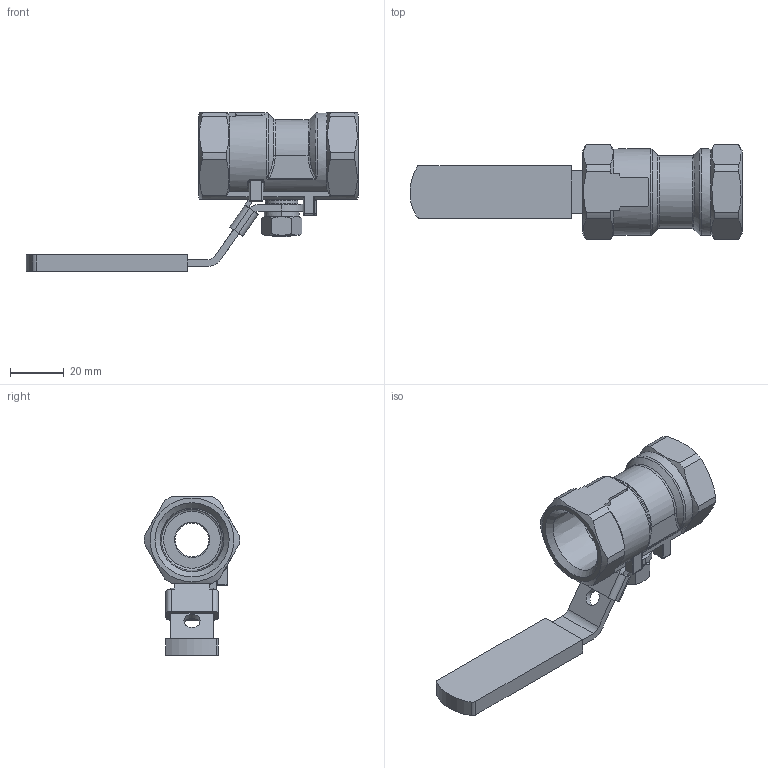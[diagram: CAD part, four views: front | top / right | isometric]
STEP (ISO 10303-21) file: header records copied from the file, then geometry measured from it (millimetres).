
FILE_DESCRIPTION(('STEP AP214'),'1');
FILE_NAME('1PC 3-4.stp','2023-12-06T02:59:50',(' '),(' '),'Spatial InterOp 3D',' ',' ');
FILE_SCHEMA(('AUTOMOTIVE_DESIGN { 1 0 10303 214 1 1 1 1 }'));
Length unit declared in the file: millimetre
Products named in the file (13): 1PC-3/4; 钢垫; 阀体; 阀杆; 小片; 中片; 手柄; 螺母 ： 标准 - M8.0 x 6.8; 垫圈 ： 单圈弹簧 - M8.0 x 2.1; 把套; 锁片; 零件7
Assembly tree (12 placements, depth 2):
  1PC-3/4
    钢垫
    阀体
    阀杆
    小片
    中片
    钢垫
    手柄
    螺母 ： 标准 - M8.0 x 6.8
    垫圈 ： 单圈弹簧 - M8.0 x 2.1
    把套
    锁片
    零件7
Bounding box: 123.08 x 35.42 x 58.78 mm (x, y, z)
Volume: 37734.7 mm3; surface area: 26629.4 mm2
Topology: 12 solids, 12 shells, 962 faces, 2649 edges, 1731 vertices
Faces by surface type: plane 736, cylinder 104, bspline 76, cone 32, torus 13, sphere 1
Full cylindrical faces by diameter (mm): 6 x1, 8 x4, 8.1 x1, 8.2 x2, 10.5 x2, 10.8 x1, 12 x3, 12.1 x1, 12.5 x2, 20.2 x1, 21.2 x1, 23.1 x1, 25.926 x1
Entity records: 58757 total; most frequent: CARTESIAN_POINT 27075, ORIENTED_EDGE 5190, DIRECTION 4377, EDGE_CURVE 2595, LINE 2117, VECTOR 2117, VERTEX_POINT 1724, AXIS2_PLACEMENT_3D 1130
